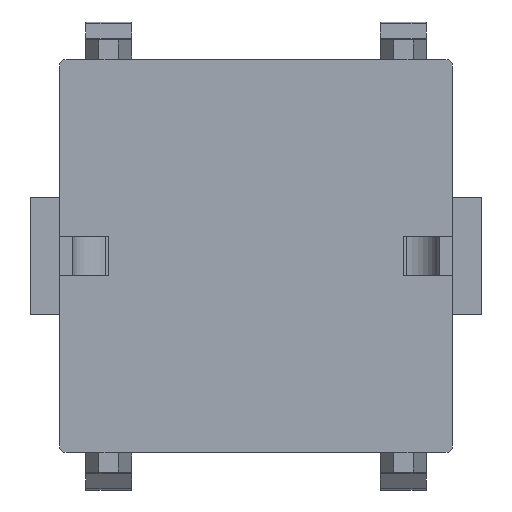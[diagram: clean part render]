
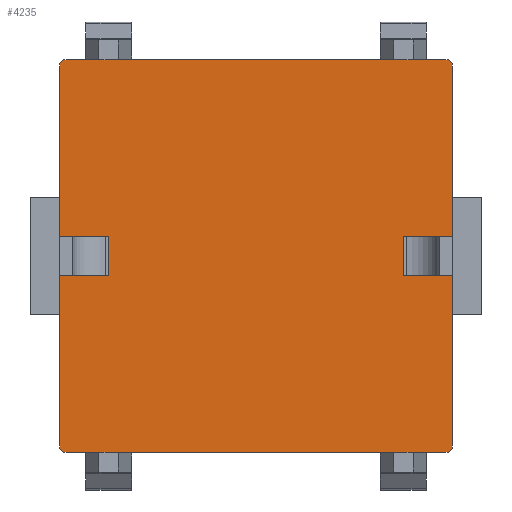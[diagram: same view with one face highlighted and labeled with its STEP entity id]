
A CAD part, front view. The second image highlights one B-rep face of the part: STEP entity #4235.
In plain terms, the highlighted planar face has unit normal (0, -1, 0).
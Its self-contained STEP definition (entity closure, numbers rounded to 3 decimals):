
#104=CIRCLE('',#4505,0.1);
#105=CIRCLE('',#4507,0.1);
#107=CIRCLE('',#4510,0.1);
#109=CIRCLE('',#4513,0.1);
#260=FACE_OUTER_BOUND('',#489,.T.);
#489=EDGE_LOOP('',(#3152,#3153,#3154,#3155,#3156,#3157,#3158,#3159,#3160,
#3161,#3162,#3163,#3164,#3165,#3166,#3167));
#651=LINE('',#5967,#1178);
#670=LINE('',#6005,#1197);
#714=LINE('',#6095,#1241);
#727=LINE('',#6121,#1254);
#735=LINE('',#6136,#1262);
#740=LINE('',#6147,#1267);
#745=LINE('',#6157,#1272);
#759=LINE('',#6182,#1286);
#780=LINE('',#6224,#1307);
#793=LINE('',#6247,#1320);
#797=LINE('',#6255,#1324);
#807=LINE('',#6274,#1334);
#1178=VECTOR('',#4777,10.);
#1197=VECTOR('',#4802,10.);
#1241=VECTOR('',#4866,10.);
#1254=VECTOR('',#4885,10.);
#1262=VECTOR('',#4897,10.);
#1267=VECTOR('',#4906,10.);
#1272=VECTOR('',#4915,10.);
#1286=VECTOR('',#4931,10.);
#1307=VECTOR('',#4960,10.);
#1320=VECTOR('',#4975,10.);
#1324=VECTOR('',#4985,10.);
#1334=VECTOR('',#5009,10.);
#1705=VERTEX_POINT('',#5965);
#1706=VERTEX_POINT('',#5966);
#1721=VERTEX_POINT('',#6003);
#1722=VERTEX_POINT('',#6004);
#1757=VERTEX_POINT('',#6092);
#1758=VERTEX_POINT('',#6094);
#1767=VERTEX_POINT('',#6118);
#1768=VERTEX_POINT('',#6120);
#1773=VERTEX_POINT('',#6134);
#1777=VERTEX_POINT('',#6146);
#1780=VERTEX_POINT('',#6156);
#1785=VERTEX_POINT('',#6169);
#1790=VERTEX_POINT('',#6180);
#1806=VERTEX_POINT('',#6221);
#1807=VERTEX_POINT('',#6223);
#1816=VERTEX_POINT('',#6245);
#2114=EDGE_CURVE('',#1705,#1706,#651,.T.);
#2133=EDGE_CURVE('',#1721,#1722,#670,.T.);
#2177=EDGE_CURVE('',#1758,#1757,#714,.T.);
#2190=EDGE_CURVE('',#1768,#1767,#727,.T.);
#2198=EDGE_CURVE('',#1757,#1773,#735,.T.);
#2203=EDGE_CURVE('',#1777,#1768,#740,.T.);
#2208=EDGE_CURVE('',#1780,#1758,#745,.T.);
#2222=EDGE_CURVE('',#1785,#1790,#759,.T.);
#2243=EDGE_CURVE('',#1807,#1806,#780,.T.);
#2256=EDGE_CURVE('',#1767,#1816,#793,.T.);
#2260=EDGE_CURVE('',#1806,#1777,#797,.T.);
#2270=EDGE_CURVE('',#1773,#1785,#807,.T.);
#2320=EDGE_CURVE('',#1780,#1722,#104,.T.);
#2321=EDGE_CURVE('',#1705,#1790,#105,.T.);
#2323=EDGE_CURVE('',#1807,#1706,#107,.T.);
#2325=EDGE_CURVE('',#1721,#1816,#109,.T.);
#3152=ORIENTED_EDGE('',*,*,#2270,.T.);
#3153=ORIENTED_EDGE('',*,*,#2222,.T.);
#3154=ORIENTED_EDGE('',*,*,#2321,.F.);
#3155=ORIENTED_EDGE('',*,*,#2114,.T.);
#3156=ORIENTED_EDGE('',*,*,#2323,.F.);
#3157=ORIENTED_EDGE('',*,*,#2243,.T.);
#3158=ORIENTED_EDGE('',*,*,#2260,.T.);
#3159=ORIENTED_EDGE('',*,*,#2203,.T.);
#3160=ORIENTED_EDGE('',*,*,#2190,.T.);
#3161=ORIENTED_EDGE('',*,*,#2256,.T.);
#3162=ORIENTED_EDGE('',*,*,#2325,.F.);
#3163=ORIENTED_EDGE('',*,*,#2133,.T.);
#3164=ORIENTED_EDGE('',*,*,#2320,.F.);
#3165=ORIENTED_EDGE('',*,*,#2208,.T.);
#3166=ORIENTED_EDGE('',*,*,#2177,.T.);
#3167=ORIENTED_EDGE('',*,*,#2198,.T.);
#4043=PLANE('',#4515);
#4235=ADVANCED_FACE('',(#260),#4043,.F.);
#4505=AXIS2_PLACEMENT_3D('',#6371,#5121,#5122);
#4507=AXIS2_PLACEMENT_3D('',#6373,#5125,#5126);
#4510=AXIS2_PLACEMENT_3D('',#6376,#5131,#5132);
#4513=AXIS2_PLACEMENT_3D('',#6379,#5137,#5138);
#4515=AXIS2_PLACEMENT_3D('',#6381,#5141,#5142);
#4777=DIRECTION('',(-1.,0.,0.));
#4802=DIRECTION('',(1.,0.,0.));
#4866=DIRECTION('',(-1.,0.,0.));
#4885=DIRECTION('',(-1.,0.,0.));
#4897=DIRECTION('',(0.,0.,1.));
#4906=DIRECTION('',(0.,0.,-1.));
#4915=DIRECTION('',(0.,0.,1.));
#4931=DIRECTION('',(0.,0.,1.));
#4960=DIRECTION('',(0.,0.,-1.));
#4975=DIRECTION('',(0.,0.,-1.));
#4985=DIRECTION('',(1.,0.,0.));
#5009=DIRECTION('',(1.,0.,0.));
#5121=DIRECTION('center_axis',(0.,1.,0.));
#5122=DIRECTION('ref_axis',(1.,0.,0.));
#5125=DIRECTION('center_axis',(0.,1.,0.));
#5126=DIRECTION('ref_axis',(0.,0.,1.));
#5131=DIRECTION('center_axis',(0.,1.,0.));
#5132=DIRECTION('ref_axis',(-1.,0.,0.));
#5137=DIRECTION('center_axis',(0.,1.,0.));
#5138=DIRECTION('ref_axis',(0.,0.,-1.));
#5141=DIRECTION('center_axis',(0.,1.,0.));
#5142=DIRECTION('ref_axis',(1.,0.,0.));
#5965=CARTESIAN_POINT('',(2.9,0.,3.));
#5966=CARTESIAN_POINT('',(-2.9,0.,3.));
#5967=CARTESIAN_POINT('',(2.9,0.,3.));
#6003=CARTESIAN_POINT('',(-2.9,0.,-3.));
#6004=CARTESIAN_POINT('',(2.9,0.,-3.));
#6005=CARTESIAN_POINT('',(-2.9,0.,-3.));
#6092=CARTESIAN_POINT('',(2.25,0.,-0.3));
#6094=CARTESIAN_POINT('',(3.,0.,-0.3));
#6095=CARTESIAN_POINT('',(1.5,0.,-0.3));
#6118=CARTESIAN_POINT('',(-3.,0.,-0.3));
#6120=CARTESIAN_POINT('',(-2.25,0.,-0.3));
#6121=CARTESIAN_POINT('',(-1.125,0.,-0.3));
#6134=CARTESIAN_POINT('',(2.25,0.,0.3));
#6136=CARTESIAN_POINT('',(2.25,0.,1.25));
#6146=CARTESIAN_POINT('',(-2.25,0.,0.3));
#6147=CARTESIAN_POINT('',(-2.25,0.,-1.25));
#6156=CARTESIAN_POINT('',(3.,0.,-2.9));
#6157=CARTESIAN_POINT('',(3.,0.,-2.9));
#6169=CARTESIAN_POINT('',(3.,0.,0.3));
#6180=CARTESIAN_POINT('',(3.,0.,2.9));
#6182=CARTESIAN_POINT('',(3.,0.,-2.9));
#6221=CARTESIAN_POINT('',(-3.,0.,0.3));
#6223=CARTESIAN_POINT('',(-3.,0.,2.9));
#6224=CARTESIAN_POINT('',(-3.,0.,2.9));
#6245=CARTESIAN_POINT('',(-3.,0.,-2.9));
#6247=CARTESIAN_POINT('',(-3.,0.,2.9));
#6255=CARTESIAN_POINT('',(-1.5,0.,0.3));
#6274=CARTESIAN_POINT('',(1.125,0.,0.3));
#6371=CARTESIAN_POINT('Origin',(2.9,0.,-2.9));
#6373=CARTESIAN_POINT('Origin',(2.9,0.,2.9));
#6376=CARTESIAN_POINT('Origin',(-2.9,0.,2.9));
#6379=CARTESIAN_POINT('Origin',(-2.9,0.,-2.9));
#6381=CARTESIAN_POINT('Origin',(0.,0.,0.));
